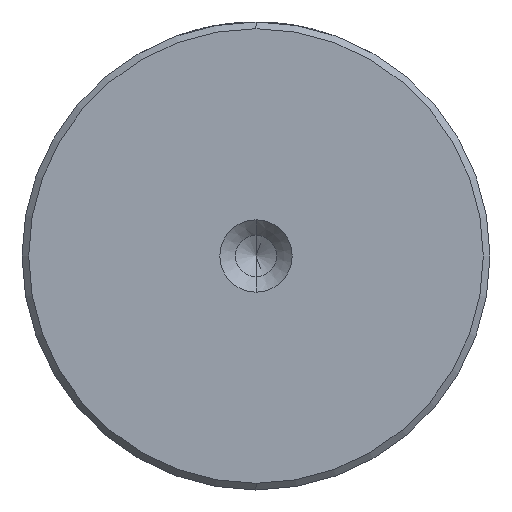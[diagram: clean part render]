
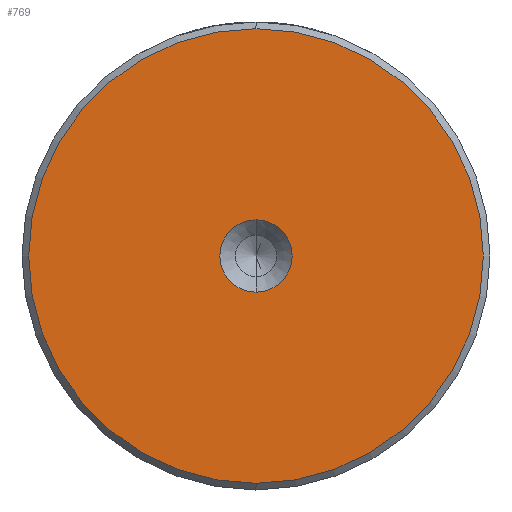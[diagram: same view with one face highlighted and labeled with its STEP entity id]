
A CAD part, left-side view. The second image highlights one B-rep face of the part: STEP entity #769.
In plain terms, the highlighted planar face has unit normal (-1, 0, 0).
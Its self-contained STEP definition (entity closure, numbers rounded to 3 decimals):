
#149 = VERTEX_POINT ( 'NONE', #2598 ) ;
#340 = DIRECTION ( 'NONE',  ( -1., 0., 0. ) ) ;
#398 = DIRECTION ( 'NONE',  ( -1., 0., 0. ) ) ;
#407 = EDGE_LOOP ( 'NONE', ( #1932, #684 ) ) ;
#586 = DIRECTION ( 'NONE',  ( -1., 0., 0. ) ) ;
#669 = EDGE_LOOP ( 'NONE', ( #1638, #750 ) ) ;
#684 = ORIENTED_EDGE ( 'NONE', *, *, #757, .F. ) ;
#695 = DIRECTION ( 'NONE',  ( -1., 0., 0. ) ) ;
#750 = ORIENTED_EDGE ( 'NONE', *, *, #2076, .T. ) ;
#757 = EDGE_CURVE ( 'NONE', #919, #2260, #2011, .T. ) ;
#769 = ADVANCED_FACE ( 'NONE', ( #2548, #1937 ), #2886, .T. ) ;
#789 = AXIS2_PLACEMENT_3D ( 'NONE', #1793, #398, #2018 ) ;
#846 = EDGE_CURVE ( 'NONE', #2260, #919, #1715, .T. ) ;
#919 = VERTEX_POINT ( 'NONE', #1823 ) ;
#922 = AXIS2_PLACEMENT_3D ( 'NONE', #2052, #695, #2285 ) ;
#1030 = DIRECTION ( 'NONE',  ( -1., 0., 0. ) ) ;
#1471 = AXIS2_PLACEMENT_3D ( 'NONE', #1965, #586, #2184 ) ;
#1505 = CIRCLE ( 'NONE', #922, 17. ) ;
#1516 = DIRECTION ( 'NONE',  ( 0., 0., 1. ) ) ;
#1527 = EDGE_CURVE ( 'NONE', #149, #2707, #1505, .T. ) ;
#1638 = ORIENTED_EDGE ( 'NONE', *, *, #1527, .T. ) ;
#1715 = CIRCLE ( 'NONE', #789, 2.7 ) ;
#1793 = CARTESIAN_POINT ( 'NONE',  ( 0., 0., 0. ) ) ;
#1823 = CARTESIAN_POINT ( 'NONE',  ( 0., 0., -2.7 ) ) ;
#1932 = ORIENTED_EDGE ( 'NONE', *, *, #846, .F. ) ;
#1937 = FACE_BOUND ( 'NONE', #407, .T. ) ;
#1965 = CARTESIAN_POINT ( 'NONE',  ( 0., 0., 0. ) ) ;
#2011 = CIRCLE ( 'NONE', #1471, 2.7 ) ;
#2018 = DIRECTION ( 'NONE',  ( 0., 0., 1. ) ) ;
#2041 = AXIS2_PLACEMENT_3D ( 'NONE', #2411, #1030, #2634 ) ;
#2052 = CARTESIAN_POINT ( 'NONE',  ( 0., 0., 0. ) ) ;
#2076 = EDGE_CURVE ( 'NONE', #2707, #149, #2437, .T. ) ;
#2092 = CARTESIAN_POINT ( 'NONE',  ( 0., 0., 17. ) ) ;
#2184 = DIRECTION ( 'NONE',  ( 0., 0., 1. ) ) ;
#2230 = AXIS2_PLACEMENT_3D ( 'NONE', #2657, #340, #1516 ) ;
#2260 = VERTEX_POINT ( 'NONE', #2412 ) ;
#2285 = DIRECTION ( 'NONE',  ( 0., 0., 1. ) ) ;
#2411 = CARTESIAN_POINT ( 'NONE',  ( 0., 0., 0. ) ) ;
#2412 = CARTESIAN_POINT ( 'NONE',  ( 0., 0., 2.7 ) ) ;
#2437 = CIRCLE ( 'NONE', #2041, 17. ) ;
#2548 = FACE_OUTER_BOUND ( 'NONE', #669, .T. ) ;
#2598 = CARTESIAN_POINT ( 'NONE',  ( 0., 0., -17. ) ) ;
#2634 = DIRECTION ( 'NONE',  ( 0., 0., 1. ) ) ;
#2657 = CARTESIAN_POINT ( 'NONE',  ( 0., 0., 0. ) ) ;
#2707 = VERTEX_POINT ( 'NONE', #2092 ) ;
#2886 = PLANE ( 'NONE',  #2230 ) ;
